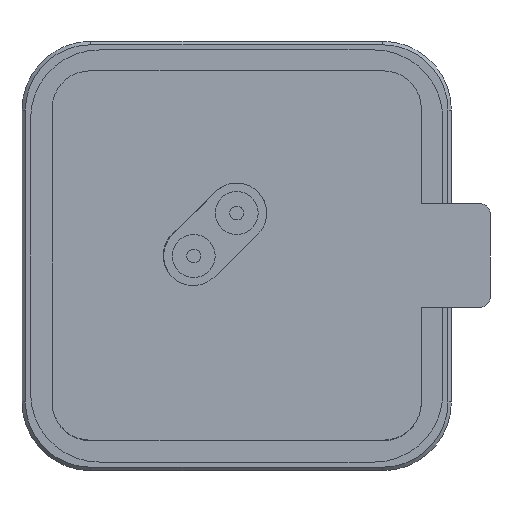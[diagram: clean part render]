
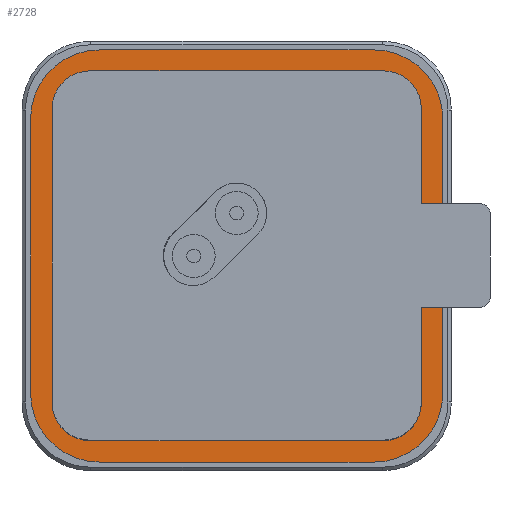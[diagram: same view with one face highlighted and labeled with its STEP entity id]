
A CAD part, front view. The second image highlights one B-rep face of the part: STEP entity #2728.
In plain terms, the highlighted planar face has unit normal (0, -1, 0).
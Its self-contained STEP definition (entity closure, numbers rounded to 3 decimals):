
#109 = CARTESIAN_POINT ( 'NONE',  ( 8., -0.015, -12. ) ) ;
#136 = VECTOR ( 'NONE', #4808, 1000. ) ;
#218 = CARTESIAN_POINT ( 'NONE',  ( 8.55, -0.015, 10.75 ) ) ;
#247 = CARTESIAN_POINT ( 'NONE',  ( 8., -0.015, -8. ) ) ;
#471 = VECTOR ( 'NONE', #3606, 1000. ) ;
#493 = LINE ( 'NONE', #3605, #2288 ) ;
#614 = ORIENTED_EDGE ( 'NONE', *, *, #4667, .F. ) ;
#618 = EDGE_CURVE ( 'NONE', #2371, #5055, #5200, .T. ) ;
#750 = CARTESIAN_POINT ( 'NONE',  ( -8.55, -0.015, -8.55 ) ) ;
#758 = AXIS2_PLACEMENT_3D ( 'NONE', #6619, #2553, #4950 ) ;
#859 = CARTESIAN_POINT ( 'NONE',  ( -8., -0.015, -8. ) ) ;
#904 = ORIENTED_EDGE ( 'NONE', *, *, #3665, .T. ) ;
#916 = CIRCLE ( 'NONE', #5353, 2.2 ) ;
#934 = VERTEX_POINT ( 'NONE', #3894 ) ;
#1073 = EDGE_LOOP ( 'NONE', ( #8773, #4182, #9312, #8600, #4045, #3288, #10473, #614 ) ) ;
#1187 = EDGE_CURVE ( 'NONE', #9615, #5390, #2668, .T. ) ;
#1218 = EDGE_CURVE ( 'NONE', #5055, #2469, #4058, .T. ) ;
#1235 = FACE_OUTER_BOUND ( 'NONE', #7853, .T. ) ;
#1281 = VERTEX_POINT ( 'NONE', #5654 ) ;
#1474 = EDGE_CURVE ( 'NONE', #4410, #1848, #493, .T. ) ;
#1569 = VERTEX_POINT ( 'NONE', #7023 ) ;
#1588 = DIRECTION ( 'NONE',  ( 0., -1., 0. ) ) ;
#1609 = CARTESIAN_POINT ( 'NONE',  ( -8.55, -0.015, 8.55 ) ) ;
#1660 = AXIS2_PLACEMENT_3D ( 'NONE', #859, #3361, #7311 ) ;
#1734 = EDGE_CURVE ( 'NONE', #2469, #4187, #8646, .T. ) ;
#1829 = VERTEX_POINT ( 'NONE', #4297 ) ;
#1830 = VECTOR ( 'NONE', #6314, 1000. ) ;
#1848 = VERTEX_POINT ( 'NONE', #8519 ) ;
#1896 = LINE ( 'NONE', #9323, #6461 ) ;
#1984 = CARTESIAN_POINT ( 'NONE',  ( -8., -0.015, -12. ) ) ;
#2042 = ORIENTED_EDGE ( 'NONE', *, *, #4008, .T. ) ;
#2288 = VECTOR ( 'NONE', #5291, 1000. ) ;
#2315 = EDGE_CURVE ( 'NONE', #3510, #4719, #8082, .T. ) ;
#2360 = AXIS2_PLACEMENT_3D ( 'NONE', #247, #9115, #10092 ) ;
#2371 = VERTEX_POINT ( 'NONE', #218 ) ;
#2469 = VERTEX_POINT ( 'NONE', #3793 ) ;
#2510 = DIRECTION ( 'NONE',  ( 0., -1., 0. ) ) ;
#2524 = ORIENTED_EDGE ( 'NONE', *, *, #10276, .T. ) ;
#2553 = DIRECTION ( 'NONE',  ( 0., -1., 0. ) ) ;
#2668 = CIRCLE ( 'NONE', #6130, 4. ) ;
#2687 = DIRECTION ( 'NONE',  ( 0., -1., 0. ) ) ;
#2723 = CARTESIAN_POINT ( 'NONE',  ( -8.55, -0.015, -10.75 ) ) ;
#2728 = ADVANCED_FACE ( 'NONE', ( #1235, #5916 ), #4358, .T. ) ;
#2906 = CARTESIAN_POINT ( 'NONE',  ( -8., -0.015, -12. ) ) ;
#2947 = CIRCLE ( 'NONE', #4874, 2.2 ) ;
#3055 = DIRECTION ( 'NONE',  ( 0., -1., 0. ) ) ;
#3288 = ORIENTED_EDGE ( 'NONE', *, *, #618, .F. ) ;
#3359 = LINE ( 'NONE', #9466, #1830 ) ;
#3361 = DIRECTION ( 'NONE',  ( 0., -1., 0. ) ) ;
#3375 = CARTESIAN_POINT ( 'NONE',  ( -8.55, -0.015, 10.75 ) ) ;
#3440 = CARTESIAN_POINT ( 'NONE',  ( 8.55, -0.015, -8.55 ) ) ;
#3510 = VERTEX_POINT ( 'NONE', #2906 ) ;
#3579 = EDGE_CURVE ( 'NONE', #10154, #9615, #3359, .T. ) ;
#3605 = CARTESIAN_POINT ( 'NONE',  ( -8.55, -0.015, -10.75 ) ) ;
#3606 = DIRECTION ( 'NONE',  ( 1., 0., 0. ) ) ;
#3665 = EDGE_CURVE ( 'NONE', #5390, #934, #9435, .T. ) ;
#3772 = CARTESIAN_POINT ( 'NONE',  ( 12., -0.015, -8. ) ) ;
#3793 = CARTESIAN_POINT ( 'NONE',  ( -10.75, -0.015, 8.55 ) ) ;
#3822 = CARTESIAN_POINT ( 'NONE',  ( -8.55, -0.015, 10.75 ) ) ;
#3894 = CARTESIAN_POINT ( 'NONE',  ( -8., -0.015, 12. ) ) ;
#4008 = EDGE_CURVE ( 'NONE', #934, #1829, #7378, .T. ) ;
#4045 = ORIENTED_EDGE ( 'NONE', *, *, #1218, .F. ) ;
#4058 = CIRCLE ( 'NONE', #6868, 2.2 ) ;
#4130 = EDGE_CURVE ( 'NONE', #4187, #4410, #916, .T. ) ;
#4182 = ORIENTED_EDGE ( 'NONE', *, *, #1474, .F. ) ;
#4187 = VERTEX_POINT ( 'NONE', #5089 ) ;
#4226 = LINE ( 'NONE', #5726, #136 ) ;
#4281 = CARTESIAN_POINT ( 'NONE',  ( 8.55, -0.015, 8.55 ) ) ;
#4297 = CARTESIAN_POINT ( 'NONE',  ( -12., -0.015, 8. ) ) ;
#4358 = PLANE ( 'NONE',  #2360 ) ;
#4410 = VERTEX_POINT ( 'NONE', #2723 ) ;
#4432 = CARTESIAN_POINT ( 'NONE',  ( 10.75, -0.015, 8.55 ) ) ;
#4510 = ORIENTED_EDGE ( 'NONE', *, *, #2315, .T. ) ;
#4667 = EDGE_CURVE ( 'NONE', #1569, #5683, #4226, .T. ) ;
#4709 = EDGE_CURVE ( 'NONE', #1848, #1569, #8282, .T. ) ;
#4719 = VERTEX_POINT ( 'NONE', #109 ) ;
#4801 = AXIS2_PLACEMENT_3D ( 'NONE', #7048, #7182, #10438 ) ;
#4808 = DIRECTION ( 'NONE',  ( 0., 0., 1. ) ) ;
#4874 = AXIS2_PLACEMENT_3D ( 'NONE', #4281, #9014, #8254 ) ;
#4950 = DIRECTION ( 'NONE',  ( 0., 0., -1. ) ) ;
#5055 = VERTEX_POINT ( 'NONE', #3822 ) ;
#5089 = CARTESIAN_POINT ( 'NONE',  ( -10.75, -0.015, -8.55 ) ) ;
#5200 = LINE ( 'NONE', #3375, #9267 ) ;
#5245 = ORIENTED_EDGE ( 'NONE', *, *, #10047, .T. ) ;
#5291 = DIRECTION ( 'NONE',  ( 1., 0., 0. ) ) ;
#5353 = AXIS2_PLACEMENT_3D ( 'NONE', #750, #1588, #7255 ) ;
#5390 = VERTEX_POINT ( 'NONE', #10524 ) ;
#5448 = EDGE_CURVE ( 'NONE', #5683, #2371, #2947, .T. ) ;
#5654 = CARTESIAN_POINT ( 'NONE',  ( -12., -0.015, -8. ) ) ;
#5683 = VERTEX_POINT ( 'NONE', #4432 ) ;
#5712 = CARTESIAN_POINT ( 'NONE',  ( -10.75, -0.015, 8.55 ) ) ;
#5726 = CARTESIAN_POINT ( 'NONE',  ( 10.75, -0.015, 8.55 ) ) ;
#5816 = CIRCLE ( 'NONE', #1660, 4. ) ;
#5916 = FACE_BOUND ( 'NONE', #1073, .T. ) ;
#6130 = AXIS2_PLACEMENT_3D ( 'NONE', #7168, #3055, #7972 ) ;
#6314 = DIRECTION ( 'NONE',  ( 0., 0., 1. ) ) ;
#6461 = VECTOR ( 'NONE', #7778, 1000. ) ;
#6619 = CARTESIAN_POINT ( 'NONE',  ( 8., -0.015, -8. ) ) ;
#6664 = CARTESIAN_POINT ( 'NONE',  ( -8., -0.015, 12. ) ) ;
#6868 = AXIS2_PLACEMENT_3D ( 'NONE', #1609, #2510, #8943 ) ;
#7023 = CARTESIAN_POINT ( 'NONE',  ( 10.75, -0.015, -8.55 ) ) ;
#7048 = CARTESIAN_POINT ( 'NONE',  ( -8., -0.015, 8. ) ) ;
#7089 = ORIENTED_EDGE ( 'NONE', *, *, #3579, .T. ) ;
#7168 = CARTESIAN_POINT ( 'NONE',  ( 8., -0.015, 8. ) ) ;
#7182 = DIRECTION ( 'NONE',  ( 0., -1., 0. ) ) ;
#7199 = CIRCLE ( 'NONE', #758, 4. ) ;
#7255 = DIRECTION ( 'NONE',  ( 0., 0., 1. ) ) ;
#7263 = DIRECTION ( 'NONE',  ( 0., 0., -1. ) ) ;
#7269 = VECTOR ( 'NONE', #7398, 1000. ) ;
#7311 = DIRECTION ( 'NONE',  ( 0., 0., 1. ) ) ;
#7330 = DIRECTION ( 'NONE',  ( -1., 0., 0. ) ) ;
#7378 = CIRCLE ( 'NONE', #4801, 4. ) ;
#7398 = DIRECTION ( 'NONE',  ( -1., 0., 0. ) ) ;
#7538 = ORIENTED_EDGE ( 'NONE', *, *, #10298, .T. ) ;
#7778 = DIRECTION ( 'NONE',  ( 0., 0., -1. ) ) ;
#7853 = EDGE_LOOP ( 'NONE', ( #2524, #7089, #8717, #904, #2042, #5245, #7538, #4510 ) ) ;
#7972 = DIRECTION ( 'NONE',  ( 0., 0., -1. ) ) ;
#8082 = LINE ( 'NONE', #1984, #471 ) ;
#8216 = AXIS2_PLACEMENT_3D ( 'NONE', #3440, #2687, #9083 ) ;
#8254 = DIRECTION ( 'NONE',  ( 0., 0., -1. ) ) ;
#8282 = CIRCLE ( 'NONE', #8216, 2.2 ) ;
#8519 = CARTESIAN_POINT ( 'NONE',  ( 8.55, -0.015, -10.75 ) ) ;
#8600 = ORIENTED_EDGE ( 'NONE', *, *, #1734, .F. ) ;
#8646 = LINE ( 'NONE', #5712, #10012 ) ;
#8717 = ORIENTED_EDGE ( 'NONE', *, *, #1187, .T. ) ;
#8773 = ORIENTED_EDGE ( 'NONE', *, *, #4709, .F. ) ;
#8943 = DIRECTION ( 'NONE',  ( 0., 0., 1. ) ) ;
#9014 = DIRECTION ( 'NONE',  ( 0., -1., 0. ) ) ;
#9083 = DIRECTION ( 'NONE',  ( 0., 0., 1. ) ) ;
#9115 = DIRECTION ( 'NONE',  ( 0., -1., 0. ) ) ;
#9267 = VECTOR ( 'NONE', #7330, 1000. ) ;
#9312 = ORIENTED_EDGE ( 'NONE', *, *, #4130, .F. ) ;
#9323 = CARTESIAN_POINT ( 'NONE',  ( -12., -0.015, 8. ) ) ;
#9435 = LINE ( 'NONE', #6664, #7269 ) ;
#9466 = CARTESIAN_POINT ( 'NONE',  ( 12., -0.015, 8. ) ) ;
#9615 = VERTEX_POINT ( 'NONE', #9787 ) ;
#9787 = CARTESIAN_POINT ( 'NONE',  ( 12., -0.015, 8. ) ) ;
#10012 = VECTOR ( 'NONE', #7263, 1000. ) ;
#10047 = EDGE_CURVE ( 'NONE', #1829, #1281, #1896, .T. ) ;
#10092 = DIRECTION ( 'NONE',  ( 0., 0., -1. ) ) ;
#10154 = VERTEX_POINT ( 'NONE', #3772 ) ;
#10276 = EDGE_CURVE ( 'NONE', #4719, #10154, #7199, .T. ) ;
#10298 = EDGE_CURVE ( 'NONE', #1281, #3510, #5816, .T. ) ;
#10438 = DIRECTION ( 'NONE',  ( 0., 0., 1. ) ) ;
#10473 = ORIENTED_EDGE ( 'NONE', *, *, #5448, .F. ) ;
#10524 = CARTESIAN_POINT ( 'NONE',  ( 8., -0.015, 12. ) ) ;
